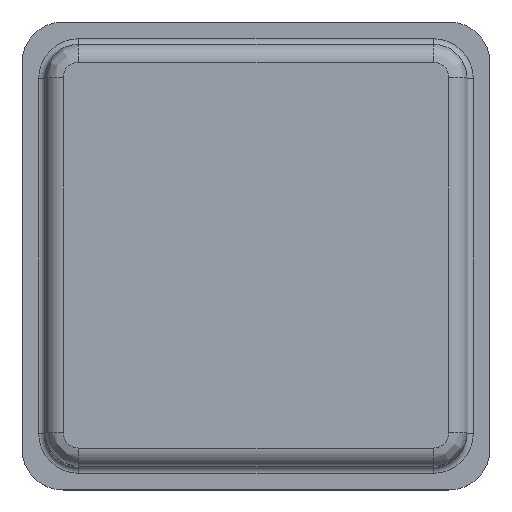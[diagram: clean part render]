
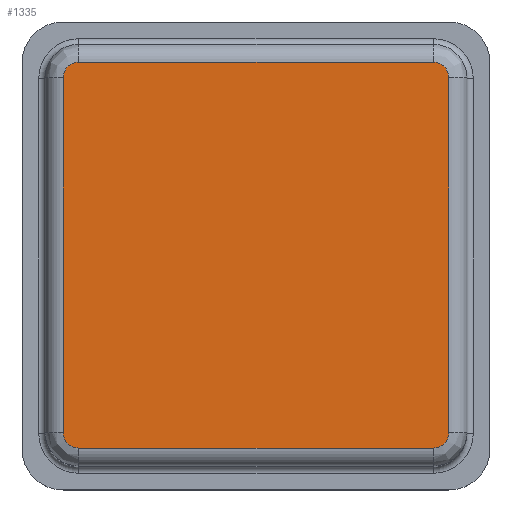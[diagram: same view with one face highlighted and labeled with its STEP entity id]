
A CAD part, top view. The second image highlights one B-rep face of the part: STEP entity #1335.
In plain terms, the highlighted planar face has unit normal (0, 0, 1).
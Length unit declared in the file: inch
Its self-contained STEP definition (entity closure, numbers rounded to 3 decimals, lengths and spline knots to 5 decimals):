
#1124=LINE('',#2989,#1188);
#1125=LINE('',#3012,#1189);
#1126=LINE('',#3035,#1190);
#1127=LINE('',#3058,#1191);
#1188=VECTOR('',#2575,1.);
#1189=VECTOR('',#2584,1.);
#1190=VECTOR('',#2593,1.);
#1191=VECTOR('',#2602,1.);
#1335=ADVANCED_FACE('',(#1413),#1353,.T.);
#1353=PLANE('',#2235);
#1413=FACE_OUTER_BOUND('',#1491,.T.);
#1491=EDGE_LOOP('',(#1772,#1773,#1774,#1775,#1776,#1777,#1778,#1779));
#1772=ORIENTED_EDGE('',*,*,#2011,.T.);
#1773=ORIENTED_EDGE('',*,*,#2009,.T.);
#1774=ORIENTED_EDGE('',*,*,#2007,.T.);
#1775=ORIENTED_EDGE('',*,*,#2005,.T.);
#1776=ORIENTED_EDGE('',*,*,#2003,.T.);
#1777=ORIENTED_EDGE('',*,*,#2001,.T.);
#1778=ORIENTED_EDGE('',*,*,#1999,.T.);
#1779=ORIENTED_EDGE('',*,*,#1997,.T.);
#1860=VERTEX_POINT('',#2969);
#1861=VERTEX_POINT('',#2971);
#1862=VERTEX_POINT('',#2990);
#1863=VERTEX_POINT('',#2994);
#1864=VERTEX_POINT('',#3013);
#1865=VERTEX_POINT('',#3017);
#1866=VERTEX_POINT('',#3036);
#1867=VERTEX_POINT('',#3040);
#1997=EDGE_CURVE('',#1861,#1860,#2081,.T.);
#1999=EDGE_CURVE('',#1862,#1861,#1124,.T.);
#2001=EDGE_CURVE('',#1863,#1862,#2084,.T.);
#2003=EDGE_CURVE('',#1864,#1863,#1125,.T.);
#2005=EDGE_CURVE('',#1865,#1864,#2087,.T.);
#2007=EDGE_CURVE('',#1866,#1865,#1126,.T.);
#2009=EDGE_CURVE('',#1867,#1866,#2090,.T.);
#2011=EDGE_CURVE('',#1860,#1867,#1127,.T.);
#2081=CIRCLE('',#2220,0.012);
#2084=CIRCLE('',#2224,0.012);
#2087=CIRCLE('',#2228,0.012);
#2090=CIRCLE('',#2232,0.012);
#2220=AXIS2_PLACEMENT_3D('',#2970,#2571,#2572);
#2224=AXIS2_PLACEMENT_3D('',#2993,#2580,#2581);
#2228=AXIS2_PLACEMENT_3D('',#3016,#2589,#2590);
#2232=AXIS2_PLACEMENT_3D('',#3039,#2598,#2599);
#2235=AXIS2_PLACEMENT_3D('',#3060,#2605,#2606);
#2571=DIRECTION('',(0.,0.,1.));
#2572=DIRECTION('',(0.,-1.,0.));
#2575=DIRECTION('',(0.,1.,0.));
#2580=DIRECTION('',(0.,0.,1.));
#2581=DIRECTION('',(0.,-1.,0.));
#2584=DIRECTION('',(1.,0.,0.));
#2589=DIRECTION('',(0.,0.,1.));
#2590=DIRECTION('',(0.,-1.,0.));
#2593=DIRECTION('',(0.,-1.,0.));
#2598=DIRECTION('',(0.,0.,1.));
#2599=DIRECTION('',(0.,-1.,0.));
#2602=DIRECTION('',(-1.,0.,0.));
#2605=DIRECTION('',(0.,0.,1.));
#2606=DIRECTION('',(1.,0.,0.));
#2969=CARTESIAN_POINT('',(0.138,0.15,0.377));
#2970=CARTESIAN_POINT('',(0.138,0.138,0.377));
#2971=CARTESIAN_POINT('',(0.15,0.138,0.377));
#2989=CARTESIAN_POINT('',(0.15,-0.1722,0.377));
#2990=CARTESIAN_POINT('',(0.15,-0.138,0.377));
#2993=CARTESIAN_POINT('',(0.138,-0.138,0.377));
#2994=CARTESIAN_POINT('',(0.138,-0.15,0.377));
#3012=CARTESIAN_POINT('',(-0.1722,-0.15,0.377));
#3013=CARTESIAN_POINT('',(-0.138,-0.15,0.377));
#3016=CARTESIAN_POINT('',(-0.138,-0.138,0.377));
#3017=CARTESIAN_POINT('',(-0.15,-0.138,0.377));
#3035=CARTESIAN_POINT('',(-0.15,-0.1722,0.377));
#3036=CARTESIAN_POINT('',(-0.15,0.138,0.377));
#3039=CARTESIAN_POINT('',(-0.138,0.138,0.377));
#3040=CARTESIAN_POINT('',(-0.138,0.15,0.377));
#3058=CARTESIAN_POINT('',(-0.1722,0.15,0.377));
#3060=CARTESIAN_POINT('',(-0.1722,-0.1722,0.377));
